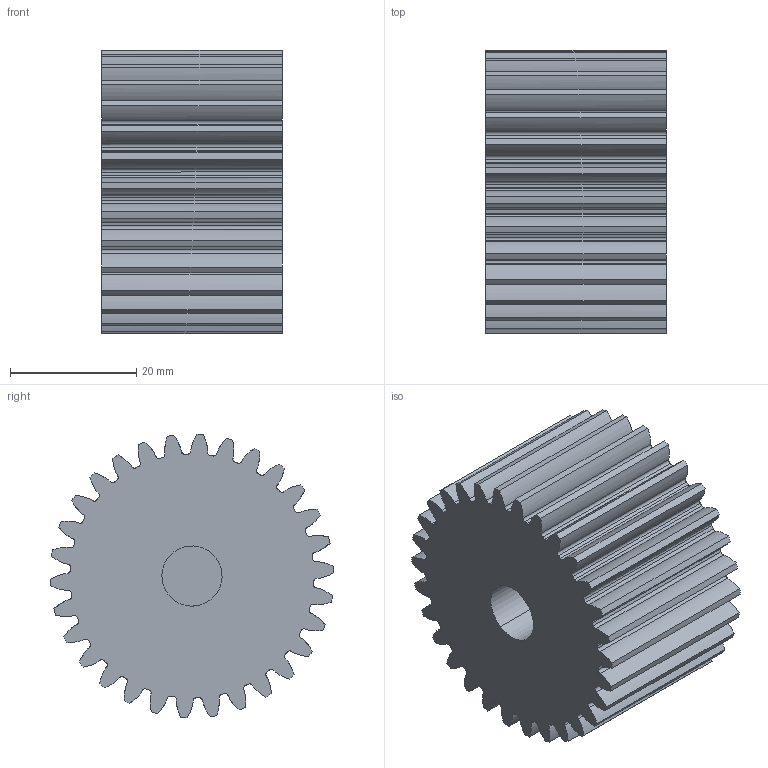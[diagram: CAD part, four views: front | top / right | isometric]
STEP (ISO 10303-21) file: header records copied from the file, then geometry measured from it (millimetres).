
FILE_DESCRIPTION (( 'STEP AP203' ), '1' );
FILE_NAME ('RRFDPlanet1_Primary.STEP', '2023-07-27T05:57:29', ( '' ), ( '' ), 'SwSTEP 2.0', 'SolidWorks 2021', '' );
FILE_SCHEMA (( 'CONFIG_CONTROL_DESIGN' ));
Length unit declared in the file: centimetre
Products named in the file (4): RRFDPlanet1_Primary; Part 50; Planetary Hub _1_-1; Rear Axle Assembly _1_
Assembly tree (3 placements, depth 4):
  RRFDPlanet1_Primary
    Rear Axle Assembly _1_
      Planetary Hub _1_-1
        Part 50
Bounding box: 28.58 x 44.86 x 44.85 mm (x, y, z)
Volume: 38089.3 mm3; surface area: 10740 mm2
Topology: 1 solids, 1 shells, 202 faces, 597 edges, 398 vertices
Faces by surface type: cylinder 139, bspline 60, plane 3
Entity records: 9941 total; most frequent: CARTESIAN_POINT 4265, ORIENTED_EDGE 1194, DIRECTION 1055, EDGE_CURVE 597, AXIS2_PLACEMENT_3D 428, VERTEX_POINT 398, CIRCLE 278, EDGE_LOOP 203
